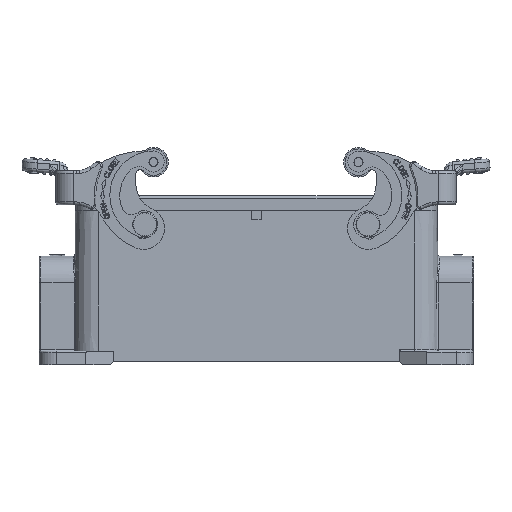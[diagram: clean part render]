
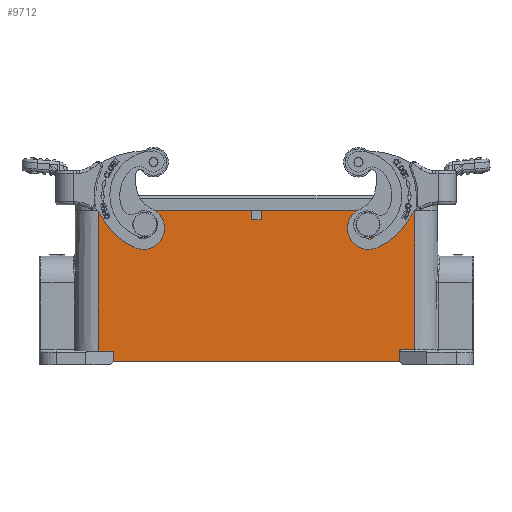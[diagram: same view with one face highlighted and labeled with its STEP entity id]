
A CAD part, left-side view. The second image highlights one B-rep face of the part: STEP entity #9712.
In plain terms, the highlighted planar face has unit normal (-1, 0, 0.009).
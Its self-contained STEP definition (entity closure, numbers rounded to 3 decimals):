
#38=ELLIPSE('',#37348,1.5,1.5);
#40=ELLIPSE('',#37351,1.5,1.5);
#9712=ADVANCED_FACE('',(#11728,#11729,#11730),#11061,.T.);
#11061=PLANE('',#37402);
#11728=FACE_BOUND('',#12835,.T.);
#11729=FACE_BOUND('',#12836,.T.);
#11730=FACE_BOUND('',#12837,.T.);
#12835=EDGE_LOOP('',(#22530,#22531,#22532,#22533,#22534,#22535,#22536,#22537,
#22538,#22539,#22540,#22541));
#12836=EDGE_LOOP('',(#22542));
#12837=EDGE_LOOP('',(#22543));
#14946=LINE('',#57018,#17279);
#14948=LINE('',#57022,#17281);
#14957=LINE('',#57040,#17290);
#14964=LINE('',#57061,#17297);
#14965=LINE('',#57063,#17298);
#14966=LINE('',#57065,#17299);
#14967=LINE('',#57066,#17300);
#14968=LINE('',#57068,#17301);
#14969=LINE('',#57070,#17302);
#14970=LINE('',#57071,#17303);
#14971=LINE('',#57073,#17304);
#14972=LINE('',#57075,#17305);
#17279=VECTOR('',#42561,1.);
#17281=VECTOR('',#42565,1.);
#17290=VECTOR('',#42578,1.);
#17297=VECTOR('',#42595,1.);
#17298=VECTOR('',#42598,1.);
#17299=VECTOR('',#42599,1.);
#17300=VECTOR('',#42600,1.);
#17301=VECTOR('',#42601,1.);
#17302=VECTOR('',#42602,1.);
#17303=VECTOR('',#42603,1.);
#17304=VECTOR('',#42604,1.);
#17305=VECTOR('',#42605,1.);
#22530=ORIENTED_EDGE('',*,*,#32462,.T.);
#22531=ORIENTED_EDGE('',*,*,#32450,.T.);
#22532=ORIENTED_EDGE('',*,*,#32461,.T.);
#22533=ORIENTED_EDGE('',*,*,#32463,.T.);
#22534=ORIENTED_EDGE('',*,*,#32441,.F.);
#22535=ORIENTED_EDGE('',*,*,#32439,.T.);
#22536=ORIENTED_EDGE('',*,*,#32464,.T.);
#22537=ORIENTED_EDGE('',*,*,#32465,.F.);
#22538=ORIENTED_EDGE('',*,*,#32466,.F.);
#22539=ORIENTED_EDGE('',*,*,#32467,.T.);
#22540=ORIENTED_EDGE('',*,*,#32468,.T.);
#22541=ORIENTED_EDGE('',*,*,#32469,.T.);
#22542=ORIENTED_EDGE('',*,*,#32368,.T.);
#22543=ORIENTED_EDGE('',*,*,#32366,.T.);
#28807=VERTEX_POINT('',#56836);
#28809=VERTEX_POINT('',#56841);
#28828=VERTEX_POINT('',#56882);
#28868=VERTEX_POINT('',#57017);
#28869=VERTEX_POINT('',#57019);
#28870=VERTEX_POINT('',#57023);
#28877=VERTEX_POINT('',#57041);
#28878=VERTEX_POINT('',#57042);
#28885=VERTEX_POINT('',#57060);
#28886=VERTEX_POINT('',#57064);
#28887=VERTEX_POINT('',#57067);
#28888=VERTEX_POINT('',#57069);
#28889=VERTEX_POINT('',#57072);
#28890=VERTEX_POINT('',#57074);
#32366=EDGE_CURVE('',#28807,#28807,#38,.T.);
#32368=EDGE_CURVE('',#28809,#28809,#40,.T.);
#32439=EDGE_CURVE('',#28869,#28868,#14946,.T.);
#32441=EDGE_CURVE('',#28869,#28870,#14948,.T.);
#32450=EDGE_CURVE('',#28877,#28878,#14957,.T.);
#32461=EDGE_CURVE('',#28878,#28885,#14964,.T.);
#32462=EDGE_CURVE('',#28886,#28877,#14965,.T.);
#32463=EDGE_CURVE('',#28885,#28870,#14966,.T.);
#32464=EDGE_CURVE('',#28868,#28887,#14967,.T.);
#32465=EDGE_CURVE('',#28888,#28887,#14968,.T.);
#32466=EDGE_CURVE('',#28828,#28888,#14969,.T.);
#32467=EDGE_CURVE('',#28828,#28889,#14970,.T.);
#32468=EDGE_CURVE('',#28889,#28890,#14971,.T.);
#32469=EDGE_CURVE('',#28890,#28886,#14972,.T.);
#37348=AXIS2_PLACEMENT_3D('',#56835,#42435,#42436);
#37351=AXIS2_PLACEMENT_3D('',#56840,#42441,#42442);
#37402=AXIS2_PLACEMENT_3D('',#57076,#42606,#42607);
#42435=DIRECTION('',(1.,0.,-0.009));
#42436=DIRECTION('',(-0.009,0.,-1.));
#42441=DIRECTION('',(1.,0.,-0.009));
#42442=DIRECTION('',(-0.009,0.,-1.));
#42561=DIRECTION('',(0.,1.,0.));
#42565=DIRECTION('',(-0.009,0.,-1.));
#42578=DIRECTION('',(0.,1.,0.));
#42595=DIRECTION('',(-0.009,0.,-1.));
#42598=DIRECTION('',(0.009,0.,1.));
#42599=DIRECTION('',(0.,1.,0.));
#42600=DIRECTION('',(-0.009,0.,-1.));
#42601=DIRECTION('',(0.,1.,0.));
#42602=DIRECTION('',(0.009,0.,1.));
#42603=DIRECTION('',(0.,-1.,0.));
#42604=DIRECTION('',(0.009,0.,1.));
#42605=DIRECTION('',(0.,-1.,0.));
#42606=DIRECTION('',(-1.,0.,0.009));
#42607=DIRECTION('',(0.,1.,0.));
#56835=CARTESIAN_POINT('',(-21.539,37.,46.5));
#56836=CARTESIAN_POINT('',(-21.552,37.,45.));
#56840=CARTESIAN_POINT('',(-21.539,-37.,46.5));
#56841=CARTESIAN_POINT('',(-21.552,-37.,45.));
#56882=CARTESIAN_POINT('',(-21.936,47.5,1.));
#57017=CARTESIAN_POINT('',(-21.5,52.5,51.));
#57018=CARTESIAN_POINT('',(-21.5,1.6,51.));
#57019=CARTESIAN_POINT('',(-21.5,1.6,51.));
#57022=CARTESIAN_POINT('',(-21.5,1.6,51.));
#57023=CARTESIAN_POINT('',(-21.526,1.6,48.));
#57040=CARTESIAN_POINT('',(-21.5,-52.5,51.));
#57041=CARTESIAN_POINT('',(-21.5,-52.5,51.));
#57042=CARTESIAN_POINT('',(-21.5,-1.6,51.));
#57060=CARTESIAN_POINT('',(-21.526,-1.6,48.));
#57061=CARTESIAN_POINT('',(-21.5,-1.6,51.));
#57063=CARTESIAN_POINT('',(-21.901,-52.5,4.996));
#57064=CARTESIAN_POINT('',(-21.901,-52.5,4.996));
#57065=CARTESIAN_POINT('',(-21.526,-1.6,48.));
#57066=CARTESIAN_POINT('',(-21.5,52.5,51.));
#57067=CARTESIAN_POINT('',(-21.906,52.5,4.5));
#57068=CARTESIAN_POINT('',(-21.906,47.5,4.5));
#57069=CARTESIAN_POINT('',(-21.906,47.5,4.5));
#57070=CARTESIAN_POINT('',(-21.936,47.5,1.));
#57071=CARTESIAN_POINT('',(-21.936,47.5,1.));
#57072=CARTESIAN_POINT('',(-21.936,-47.5,1.));
#57073=CARTESIAN_POINT('',(-21.936,-47.5,1.));
#57074=CARTESIAN_POINT('',(-21.901,-47.5,4.996));
#57075=CARTESIAN_POINT('',(-21.901,-47.5,4.996));
#57076=CARTESIAN_POINT('',(-21.5,55.148,51.));
